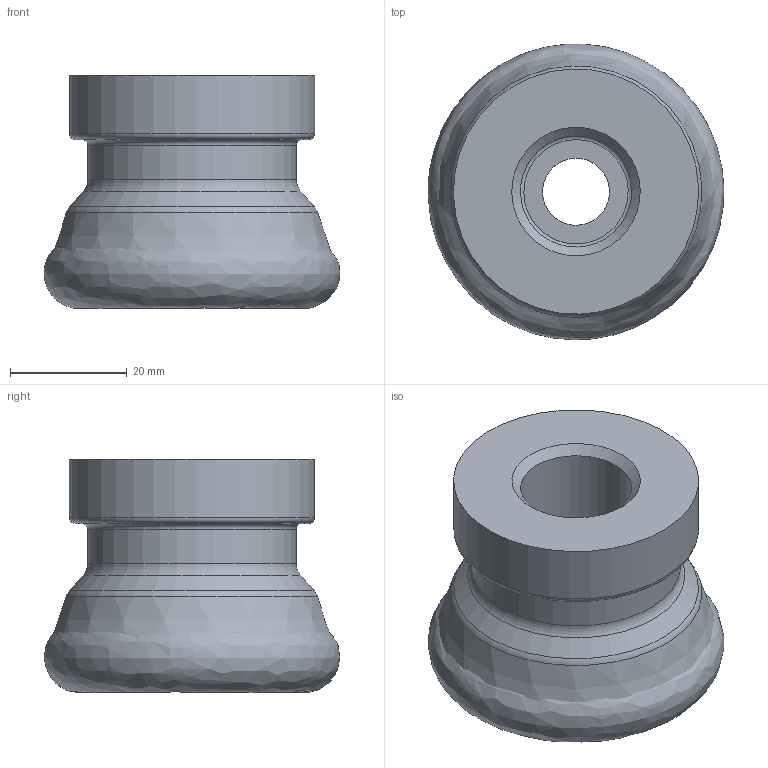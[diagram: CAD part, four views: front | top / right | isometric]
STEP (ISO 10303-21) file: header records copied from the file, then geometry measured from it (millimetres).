
FILE_DESCRIPTION(/* description */ (''),/* implementation_level */ '2;1');
FILE_NAME(/* name */ '1697109618455.stp',/* time_stamp */ '2023-10-12T16:50:30+05:00',/* author */ (''),/* organization */ ('SMS'),/* preprocessor_version */ 'ST-DEVELOPER v16.7',/* originating_system */ 'SIEMENS PLM Software NX 12.0',/* authorisation */ '');
FILE_SCHEMA (('AUTOMOTIVE_DESIGN { 1 0 10303 214 3 1 1 1 }'));
Length unit declared in the file: millimetre
Products named in the file (4): ASSEMBLY_CONSTRUCTION; 204373886mod000_00; 204891815mod000_00; 204891811mod000_00
Assembly tree (3 placements, depth 2):
  204891811mod000_00
    204891815mod000_00
    204373886mod000_00
    ASSEMBLY_CONSTRUCTION
Bounding box: 50.78 x 50.75 x 40 mm (x, y, z)
Volume: 57146.4 mm3; surface area: 14913.8 mm2
Topology: 2 solids, 2 shells, 29 faces, 59 edges, 48 vertices
Faces by surface type: torus 10, cone 6, plane 6, cylinder 6, bspline 1
Full cylindrical faces by diameter (mm): 11.5 x1, 17.15 x1, 19.061 x1, 19.5 x1, 35.8 x1, 42.1 x1
Entity records: 2703 total; most frequent: CARTESIAN_POINT 1971, DIRECTION 142, AXIS2_PLACEMENT_3D 71, FACE_BOUND 57, EDGE_LOOP 56, ORIENTED_EDGE 56, ADVANCED_FACE 29, VERTEX_POINT 29
